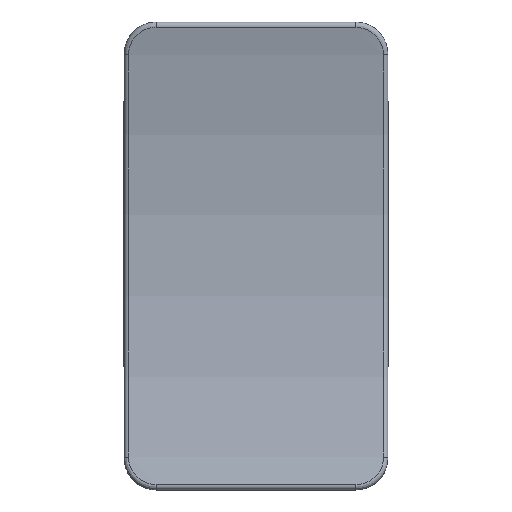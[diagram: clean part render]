
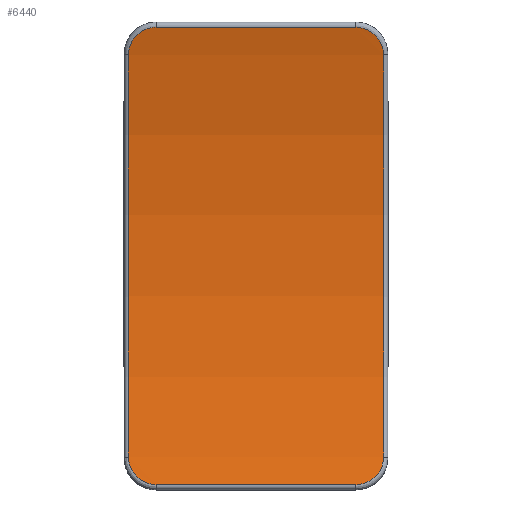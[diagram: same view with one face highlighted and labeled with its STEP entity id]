
A CAD part, top view. The second image highlights one B-rep face of the part: STEP entity #6440.
In plain terms, the highlighted cylindrical face has radius 43.914 mm (diameter 87.829 mm), a partial arc.
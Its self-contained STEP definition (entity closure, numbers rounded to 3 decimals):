
#21=B_SPLINE_CURVE_WITH_KNOTS('',3,(#9359,#9360,#9361,#9362,#9363,#9364),
 .UNSPECIFIED.,.F.,.F.,(4,1,1,4),(0.,0.088,0.147,
0.206),.UNSPECIFIED.);
#23=B_SPLINE_CURVE_WITH_KNOTS('',3,(#9439,#9440,#9441,#9442,#9443),
 .UNSPECIFIED.,.F.,.F.,(4,1,4),(0.,0.088,
0.206),.UNSPECIFIED.);
#25=B_SPLINE_CURVE_WITH_KNOTS('',3,(#9532,#9533,#9534,#9535,#9536,#9537),
 .UNSPECIFIED.,.F.,.F.,(4,1,1,4),(0.,0.059,0.118,
0.206),.UNSPECIFIED.);
#27=B_SPLINE_CURVE_WITH_KNOTS('',3,(#9612,#9613,#9614,#9615,#9616),
 .UNSPECIFIED.,.F.,.F.,(4,1,4),(0.,0.118,
0.206),.UNSPECIFIED.);
#159=CYLINDRICAL_SURFACE('',#6859,43.914);
#283=FACE_OUTER_BOUND('',#637,.T.);
#637=EDGE_LOOP('',(#4685,#4686,#4687,#4688,#4689,#4690,#4691,#4692));
#950=CIRCLE('',#6846,43.914);
#954=CIRCLE('',#6851,43.914);
#1221=LINE('',#9276,#2014);
#1224=LINE('',#9619,#2017);
#2014=VECTOR('',#7600,10.);
#2017=VECTOR('',#7631,10.);
#2761=VERTEX_POINT('',#9273);
#2762=VERTEX_POINT('',#9275);
#2765=VERTEX_POINT('',#9357);
#2766=VERTEX_POINT('',#9390);
#2769=VERTEX_POINT('',#9446);
#2770=VERTEX_POINT('',#9451);
#2773=VERTEX_POINT('',#9530);
#2774=VERTEX_POINT('',#9563);
#3469=EDGE_CURVE('',#2761,#2762,#1221,.T.);
#3474=EDGE_CURVE('',#2765,#2761,#21,.T.);
#3477=EDGE_CURVE('',#2762,#2766,#23,.T.);
#3479=EDGE_CURVE('',#2769,#2765,#950,.T.);
#3483=EDGE_CURVE('',#2766,#2770,#954,.T.);
#3486=EDGE_CURVE('',#2773,#2769,#25,.T.);
#3489=EDGE_CURVE('',#2770,#2774,#27,.T.);
#3491=EDGE_CURVE('',#2774,#2773,#1224,.T.);
#4685=ORIENTED_EDGE('',*,*,#3469,.F.);
#4686=ORIENTED_EDGE('',*,*,#3474,.F.);
#4687=ORIENTED_EDGE('',*,*,#3479,.F.);
#4688=ORIENTED_EDGE('',*,*,#3486,.F.);
#4689=ORIENTED_EDGE('',*,*,#3491,.F.);
#4690=ORIENTED_EDGE('',*,*,#3489,.F.);
#4691=ORIENTED_EDGE('',*,*,#3483,.F.);
#4692=ORIENTED_EDGE('',*,*,#3477,.F.);
#6440=ADVANCED_FACE('',(#283),#159,.F.);
#6846=AXIS2_PLACEMENT_3D('',#9448,#7612,#7613);
#6851=AXIS2_PLACEMENT_3D('',#9455,#7622,#7623);
#6859=AXIS2_PLACEMENT_3D('',#9629,#7645,#7646);
#7600=DIRECTION('',(-1.,0.,0.));
#7612=DIRECTION('center_axis',(-1.,0.,0.));
#7613=DIRECTION('ref_axis',(0.,0.,
-1.));
#7622=DIRECTION('center_axis',(1.,0.,0.));
#7623=DIRECTION('ref_axis',(0.,0.,
-1.));
#7631=DIRECTION('',(1.,0.,0.));
#7645=DIRECTION('center_axis',(1.,0.,0.));
#7646=DIRECTION('ref_axis',(0.,-0.25,0.968));
#9273=CARTESIAN_POINT('',(4.7,-11.801,10.69));
#9275=CARTESIAN_POINT('',(-4.7,-11.801,10.69));
#9276=CARTESIAN_POINT('',(0.,-11.801,10.69));
#9357=CARTESIAN_POINT('',(6.,-10.507,10.384));
#9359=CARTESIAN_POINT('Ctrl Pts',(6.,-10.507,10.384));
#9360=CARTESIAN_POINT('Ctrl Pts',(6.,-10.793,10.447));
#9361=CARTESIAN_POINT('Ctrl Pts',(5.834,-11.27,10.558));
#9362=CARTESIAN_POINT('Ctrl Pts',(5.291,-11.709,10.667));
#9363=CARTESIAN_POINT('Ctrl Pts',(4.896,-11.801,10.69));
#9364=CARTESIAN_POINT('Ctrl Pts',(4.7,-11.801,10.69));
#9390=CARTESIAN_POINT('',(-6.,-10.507,10.384));
#9439=CARTESIAN_POINT('Ctrl Pts',(-4.7,-11.801,10.69));
#9440=CARTESIAN_POINT('Ctrl Pts',(-4.994,-11.801,10.69));
#9441=CARTESIAN_POINT('Ctrl Pts',(-5.686,-11.553,10.626));
#9442=CARTESIAN_POINT('Ctrl Pts',(-6.,-10.888,10.468));
#9443=CARTESIAN_POINT('Ctrl Pts',(-6.,-10.507,10.384));
#9446=CARTESIAN_POINT('',(6.,8.407,10.384));
#9448=CARTESIAN_POINT('Origin',(6.,-1.05,53.268));
#9451=CARTESIAN_POINT('',(-6.,8.407,10.384));
#9455=CARTESIAN_POINT('Origin',(-6.,-1.05,53.268));
#9530=CARTESIAN_POINT('',(4.7,9.701,10.69));
#9532=CARTESIAN_POINT('Ctrl Pts',(4.7,9.701,10.69));
#9533=CARTESIAN_POINT('Ctrl Pts',(4.896,9.701,10.69));
#9534=CARTESIAN_POINT('Ctrl Pts',(5.288,9.61,10.667));
#9535=CARTESIAN_POINT('Ctrl Pts',(5.834,9.173,10.559));
#9536=CARTESIAN_POINT('Ctrl Pts',(6.,8.693,10.447));
#9537=CARTESIAN_POINT('Ctrl Pts',(6.,8.407,10.384));
#9563=CARTESIAN_POINT('',(-4.7,9.701,10.69));
#9612=CARTESIAN_POINT('Ctrl Pts',(-6.,8.407,10.384));
#9613=CARTESIAN_POINT('Ctrl Pts',(-6.,8.788,10.468));
#9614=CARTESIAN_POINT('Ctrl Pts',(-5.682,9.457,10.627));
#9615=CARTESIAN_POINT('Ctrl Pts',(-4.994,9.701,10.69));
#9616=CARTESIAN_POINT('Ctrl Pts',(-4.7,9.701,10.69));
#9619=CARTESIAN_POINT('',(0.,9.701,10.69));
#9629=CARTESIAN_POINT('Origin',(0.,-1.05,
53.268));
